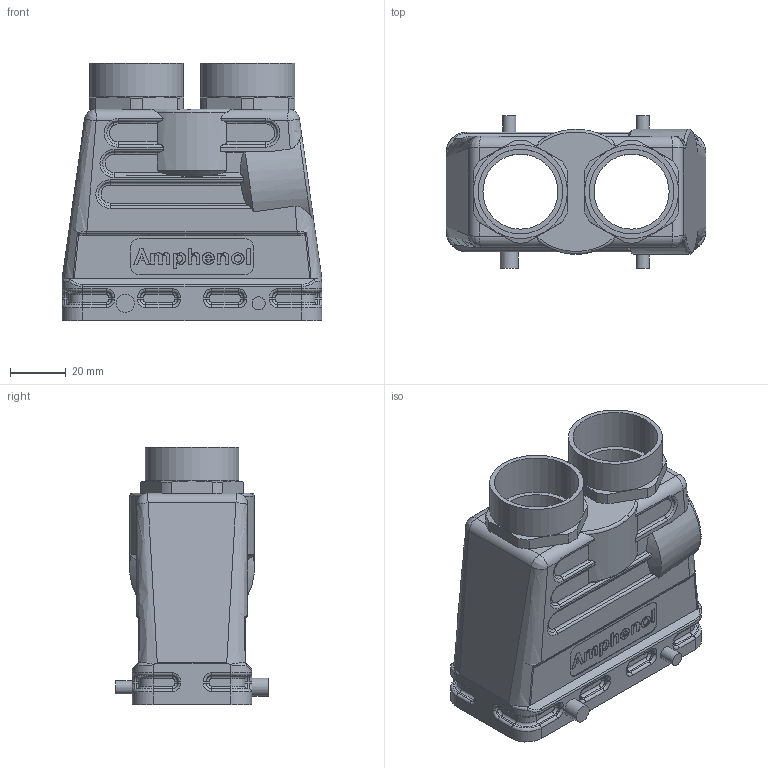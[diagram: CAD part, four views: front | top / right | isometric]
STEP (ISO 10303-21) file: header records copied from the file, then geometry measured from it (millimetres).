
FILE_DESCRIPTION(/* description */ (''),/* implementation_level */ '2;1');
FILE_NAME(/* name */ 'c146 10r016 902 8nxc001-01.stp',/* time_stamp */ '2021-12-15T11:04:05+01:00',/* author */ (''),/* organization */ (''),/* preprocessor_version */ 'ST-DEVELOPER v16.7',/* originating_system */ 'SIEMENS PLM Software NX 12.0',/* authorisation */ '');
FILE_SCHEMA (('AUTOMOTIVE_DESIGN { 1 0 10303 214 3 1 1 1 }'));
Length unit declared in the file: millimetre
Products named in the file (4): n 16 032 0112 1nxm001-03; C146 K42 052 E8-01_30167ID; c146 10r016 902 8nxm001-01; c146 10r016 902 8nxc001-01
Assembly tree (4 placements, depth 3):
  c146 10r016 902 8nxc001-01
    c146 10r016 902 8nxm001-01
      C146 K42 052 E8-01_30167ID
      n 16 032 0112 1nxm001-03  x2
Bounding box: 93.51 x 55 x 92.5 mm (x, y, z)
Volume: 66240.2 mm3; surface area: 50048 mm2
Topology: 1 solids, 1 shells, 733 faces, 1814 edges, 1109 vertices
Faces by surface type: plane 229, bspline 209, cylinder 207, extrusion 66, cone 16, torus 4, sphere 2
Full cylindrical faces by diameter (mm): 2.5 x4, 4.8 x3, 6.5 x1, 27 x2, 30.5 x2, 32 x1, 33.8 x2
Entity records: 32995 total; most frequent: CARTESIAN_POINT 12403, ORIENTED_EDGE 3516, DIRECTION 2882, EDGE_CURVE 1758, VERTEX_POINT 1097, AXIS2_PLACEMENT_3D 1015, VECTOR 852, EDGE_LOOP 803
